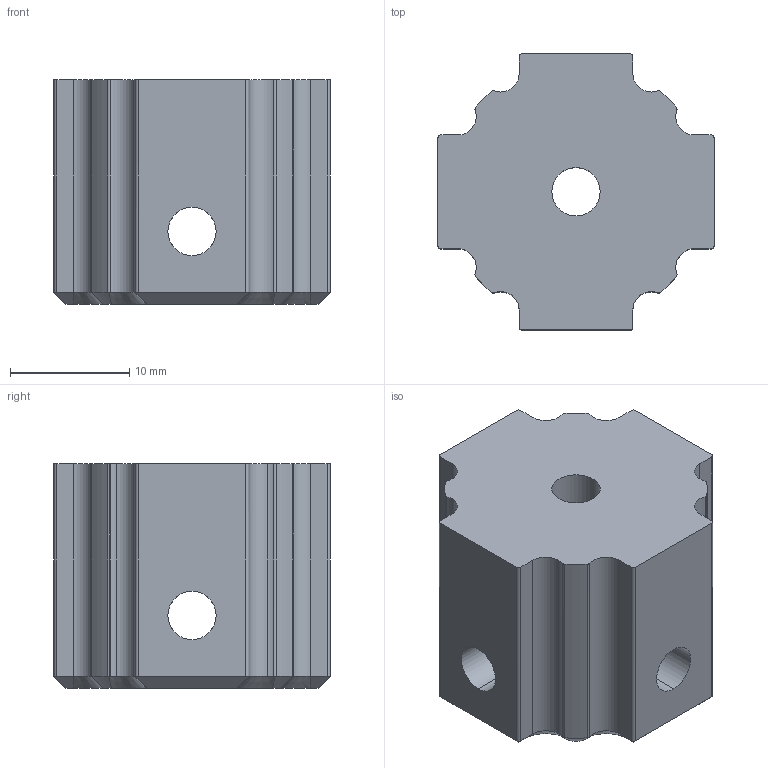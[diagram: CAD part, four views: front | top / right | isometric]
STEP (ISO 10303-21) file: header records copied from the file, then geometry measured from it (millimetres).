
FILE_DESCRIPTION (( 'STEP AP203' ), '1' );
FILE_NAME ('REV-21-2712.STEP', '2022-10-07T19:11:34', ( '' ), ( '' ), 'SwSTEP 2.0', 'SolidWorks 2022', '' );
FILE_SCHEMA (( 'CONFIG_CONTROL_DESIGN' ));
Length unit declared in the file: inch
Products named in the file (1): REV-21-2712
Bounding box: 23.11 x 23.11 x 18.8 mm (x, y, z)
Volume: 5390 mm3; surface area: 3089.4 mm2
Topology: 1 solids, 1 shells, 85 faces, 240 edges, 156 vertices
Faces by surface type: cylinder 44, plane 27, cone 14
Entity records: 3089 total; most frequent: CARTESIAN_POINT 832, ORIENTED_EDGE 480, DIRECTION 440, EDGE_CURVE 240, AXIS2_PLACEMENT_3D 164, VERTEX_POINT 156, VECTOR 112, LINE 112
